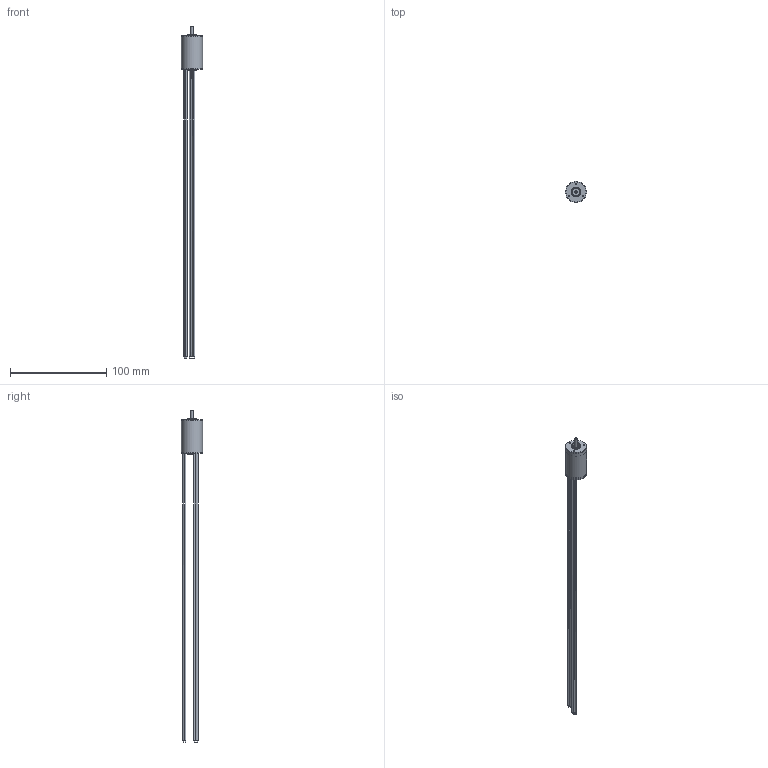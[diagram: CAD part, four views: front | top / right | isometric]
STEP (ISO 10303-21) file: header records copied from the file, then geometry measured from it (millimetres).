
FILE_DESCRIPTION (( 'STEP AP214' ), '1' );
FILE_NAME ('22ECT_35.STEP', '2018-03-09T11:34:22', ( '' ), ( '' ), 'SwSTEP 2.0', 'SolidWorks 2018', '' );
FILE_SCHEMA (( 'AUTOMOTIVE_DESIGN' ));
Length unit declared in the file: millimetre
Products named in the file (1): 22ECT_35
Bounding box: 22 x 22 x 345 mm (x, y, z)
Volume: 16606.3 mm3; surface area: 20562.8 mm2
Topology: 15 solids, 15 shells, 113 faces, 197 edges, 130 vertices
Faces by surface type: cylinder 47, plane 36, cone 30
Full cylindrical faces by diameter (mm): 0.6 x10, 1 x7, 1.5 x3, 1.6 x3, 3 x1, 6 x1, 8 x3, 10 x4, 21 x4, 22 x3
Entity records: 3490 total; most frequent: CARTESIAN_POINT 666, DIRECTION 430, ORIENTED_EDGE 266, AXIS2_PLACEMENT_3D 209, EDGE_LOOP 188, FACE_OUTER_BOUND 152, EDGE_CURVE 133, VERTEX_POINT 115
